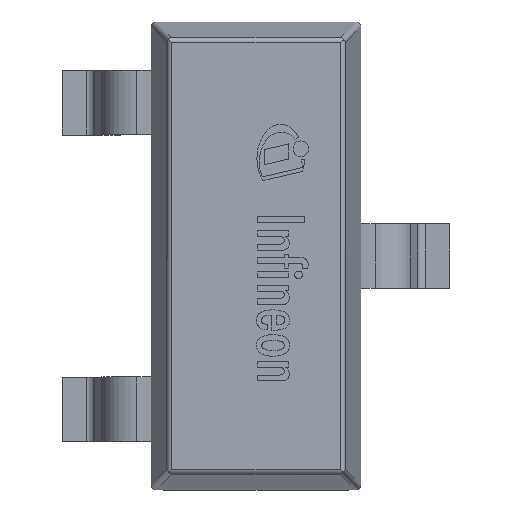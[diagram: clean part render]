
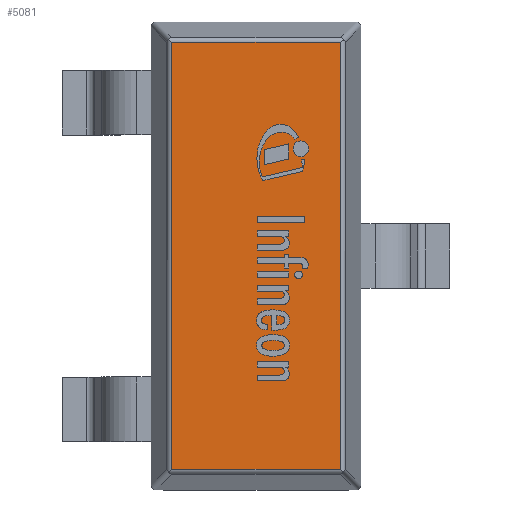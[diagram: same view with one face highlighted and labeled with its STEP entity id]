
A CAD part, top view. The second image highlights one B-rep face of the part: STEP entity #5081.
In plain terms, the highlighted planar face has unit normal (0, 0, 1).
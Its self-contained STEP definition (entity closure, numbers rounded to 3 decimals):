
#453=PLANE('',#5673);
#732=FACE_OUTER_BOUND('',#1021,.T.);
#1021=EDGE_LOOP('',(#4613,#4614,#4615,#4616));
#1458=LINE('',#8755,#1901);
#1460=LINE('',#8767,#1903);
#1462=LINE('',#8775,#1905);
#1463=LINE('',#8776,#1906);
#1901=VECTOR('',#7230,1.);
#1903=VECTOR('',#7244,1.);
#1905=VECTOR('',#7252,1.);
#1906=VECTOR('',#7253,1.);
#2425=VERTEX_POINT('',#8752);
#2426=VERTEX_POINT('',#8754);
#2430=VERTEX_POINT('',#8766);
#2433=VERTEX_POINT('',#8774);
#3154=EDGE_CURVE('',#2425,#2426,#1458,.T.);
#3160=EDGE_CURVE('',#2426,#2430,#1460,.T.);
#3164=EDGE_CURVE('',#2433,#2425,#1462,.T.);
#3165=EDGE_CURVE('',#2430,#2433,#1463,.T.);
#4613=ORIENTED_EDGE('',*,*,#3164,.F.);
#4614=ORIENTED_EDGE('',*,*,#3165,.F.);
#4615=ORIENTED_EDGE('',*,*,#3160,.F.);
#4616=ORIENTED_EDGE('',*,*,#3154,.F.);
#5081=ADVANCED_FACE('',(#732),#453,.T.);
#5673=AXIS2_PLACEMENT_3D('',#8773,#7250,#7251);
#7230=DIRECTION('',(-1.,0.,0.));
#7244=DIRECTION('',(0.,1.,0.));
#7250=DIRECTION('center_axis',(0.,0.,1.));
#7251=DIRECTION('ref_axis',(1.,0.,0.));
#7252=DIRECTION('',(0.,-1.,0.));
#7253=DIRECTION('',(1.,0.,0.));
#8752=CARTESIAN_POINT('',(0.523,-1.323,1.1));
#8754=CARTESIAN_POINT('',(-0.523,-1.323,1.1));
#8755=CARTESIAN_POINT('',(0.151,-1.323,1.1));
#8766=CARTESIAN_POINT('',(-0.523,1.323,1.1));
#8767=CARTESIAN_POINT('',(-0.523,1.45,1.1));
#8773=CARTESIAN_POINT('Origin',(-0.549,1.45,1.1));
#8774=CARTESIAN_POINT('',(0.523,1.323,1.1));
#8775=CARTESIAN_POINT('',(0.523,1.52,1.1));
#8776=CARTESIAN_POINT('',(0.151,1.323,1.1));
